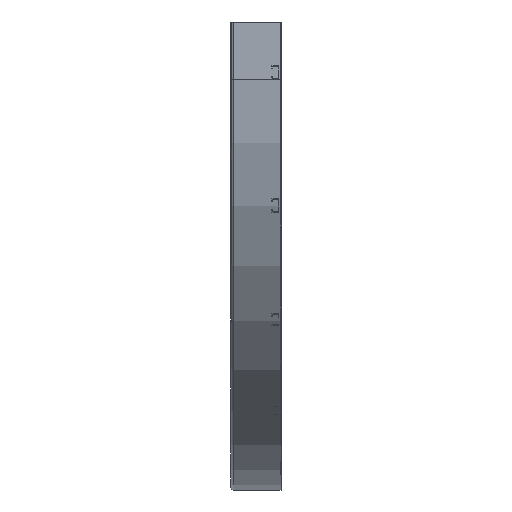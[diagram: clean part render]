
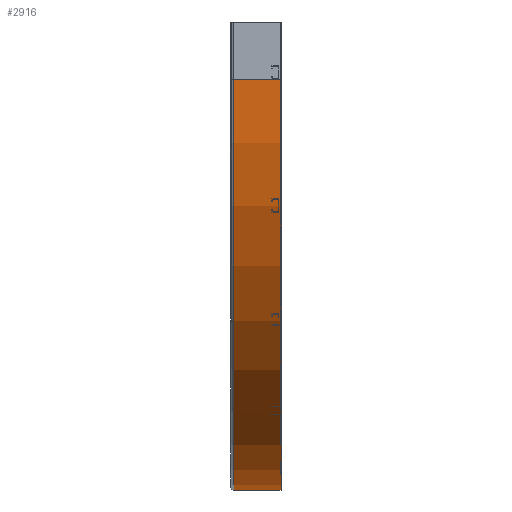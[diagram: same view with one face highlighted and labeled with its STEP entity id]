
A CAD part, left-side view. The second image highlights one B-rep face of the part: STEP entity #2916.
In plain terms, the highlighted cylindrical face has radius 900 mm (diameter 1800 mm), a partial arc.
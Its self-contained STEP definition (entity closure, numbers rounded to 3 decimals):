
#157 = LINE ( 'NONE', #5438, #4172 ) ;
#447 = ORIENTED_EDGE ( 'NONE', *, *, #6357, .F. ) ;
#547 = LINE ( 'NONE', #3118, #1417 ) ;
#658 = ORIENTED_EDGE ( 'NONE', *, *, #1117, .T. ) ;
#692 = DIRECTION ( 'NONE',  ( 0., 0., 1. ) ) ;
#827 = VERTEX_POINT ( 'NONE', #3402 ) ;
#1064 = ORIENTED_EDGE ( 'NONE', *, *, #3393, .F. ) ;
#1117 = EDGE_CURVE ( 'NONE', #4295, #3419, #5076, .T. ) ;
#1123 = DIRECTION ( 'NONE',  ( 0., 0., 1. ) ) ;
#1211 = CARTESIAN_POINT ( 'NONE',  ( -900., 0., -1025. ) ) ;
#1297 = CARTESIAN_POINT ( 'NONE',  ( 0., 0., -125. ) ) ;
#1369 = AXIS2_PLACEMENT_3D ( 'NONE', #4569, #1552, #5085 ) ;
#1417 = VECTOR ( 'NONE', #6149, 1000. ) ;
#1552 = DIRECTION ( 'NONE',  ( 0., 1., 0. ) ) ;
#1708 = DIRECTION ( 'NONE',  ( 0., 1., 0. ) ) ;
#1906 = CARTESIAN_POINT ( 'NONE',  ( -900., 0., -125. ) ) ;
#2204 = CYLINDRICAL_SURFACE ( 'NONE', #4522, 900. ) ;
#2745 = EDGE_LOOP ( 'NONE', ( #447, #1064, #658, #3980 ) ) ;
#2916 = ADVANCED_FACE ( 'NONE', ( #6236 ), #2204, .T. ) ;
#3118 = CARTESIAN_POINT ( 'NONE',  ( 0., 0., -125. ) ) ;
#3204 = CARTESIAN_POINT ( 'NONE',  ( -900., 0., -125. ) ) ;
#3393 = EDGE_CURVE ( 'NONE', #4295, #5267, #547, .T. ) ;
#3400 = DIRECTION ( 'NONE',  ( 0., 1., 0. ) ) ;
#3402 = CARTESIAN_POINT ( 'NONE',  ( -900., 104., -1025. ) ) ;
#3419 = VERTEX_POINT ( 'NONE', #1211 ) ;
#3635 = EDGE_CURVE ( 'NONE', #3419, #827, #157, .T. ) ;
#3980 = ORIENTED_EDGE ( 'NONE', *, *, #3635, .T. ) ;
#4172 = VECTOR ( 'NONE', #3400, 1000. ) ;
#4295 = VERTEX_POINT ( 'NONE', #1297 ) ;
#4339 = DIRECTION ( 'NONE',  ( 0., 1., 0. ) ) ;
#4522 = AXIS2_PLACEMENT_3D ( 'NONE', #3204, #1708, #692 ) ;
#4569 = CARTESIAN_POINT ( 'NONE',  ( -900., 104., -125. ) ) ;
#5076 = CIRCLE ( 'NONE', #5625, 900. ) ;
#5085 = DIRECTION ( 'NONE',  ( 1., 0., 0. ) ) ;
#5267 = VERTEX_POINT ( 'NONE', #6214 ) ;
#5438 = CARTESIAN_POINT ( 'NONE',  ( -900., 0., -1025. ) ) ;
#5625 = AXIS2_PLACEMENT_3D ( 'NONE', #1906, #4339, #1123 ) ;
#6128 = CIRCLE ( 'NONE', #1369, 900. ) ;
#6149 = DIRECTION ( 'NONE',  ( 0., 1., 0. ) ) ;
#6214 = CARTESIAN_POINT ( 'NONE',  ( 0., 104., -125. ) ) ;
#6236 = FACE_OUTER_BOUND ( 'NONE', #2745, .T. ) ;
#6357 = EDGE_CURVE ( 'NONE', #5267, #827, #6128, .T. ) ;
